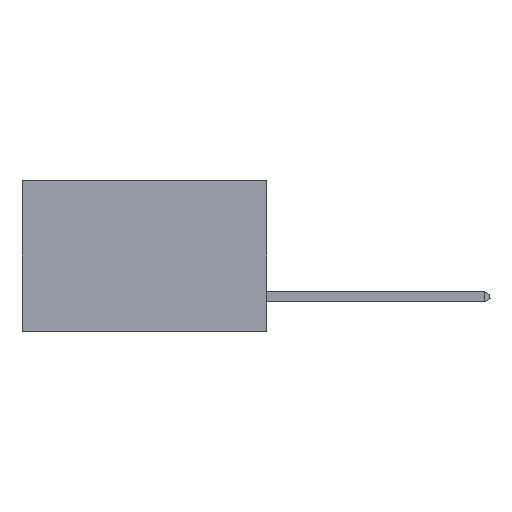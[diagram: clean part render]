
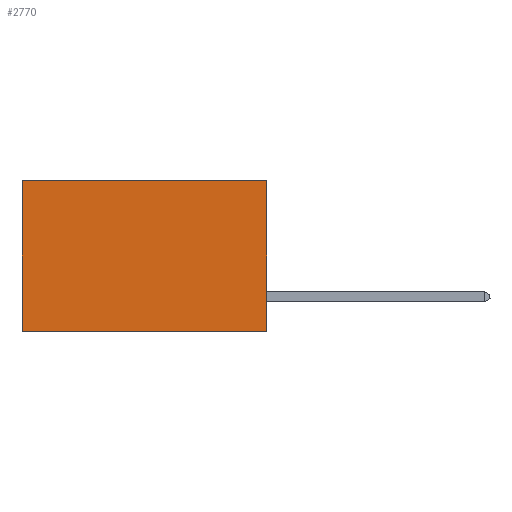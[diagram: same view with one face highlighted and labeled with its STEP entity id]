
A CAD part, left-side view. The second image highlights one B-rep face of the part: STEP entity #2770.
In plain terms, the highlighted planar face has unit normal (-1, 0, 0).
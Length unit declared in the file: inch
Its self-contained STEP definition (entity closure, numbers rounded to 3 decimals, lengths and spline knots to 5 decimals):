
#9 = EDGE_LOOP ( 'NONE', ( #6409, #8137, #8858, #4629 ) ) ;
#905 = EDGE_CURVE ( 'NONE', #2810, #4251, #7428, .T. ) ;
#992 = DIRECTION ( 'NONE',  ( 1., 0., 0. ) ) ;
#1175 = DIRECTION ( 'NONE',  ( 0., 1., 0. ) ) ;
#1713 = EDGE_CURVE ( 'NONE', #6438, #2810, #11826, .T. ) ;
#2422 = DIRECTION ( 'NONE',  ( 0., 1., 0. ) ) ;
#2588 = VECTOR ( 'NONE', #2422, 39.37008 ) ;
#2770 = ADVANCED_FACE ( 'NONE', ( #12965 ), #5025, .F. ) ;
#2810 = VERTEX_POINT ( 'NONE', #3062 ) ;
#2838 = CARTESIAN_POINT ( 'NONE',  ( 0.2875, 0.6, -0.37 ) ) ;
#3062 = CARTESIAN_POINT ( 'NONE',  ( 0.2875, 0.6, 0. ) ) ;
#3566 = EDGE_CURVE ( 'NONE', #10035, #4251, #9975, .T. ) ;
#3945 = DIRECTION ( 'NONE',  ( 0., 0., -1. ) ) ;
#4251 = VERTEX_POINT ( 'NONE', #2838 ) ;
#4568 = EDGE_CURVE ( 'NONE', #6438, #10035, #13261, .T. ) ;
#4629 = ORIENTED_EDGE ( 'NONE', *, *, #1713, .T. ) ;
#4731 = VECTOR ( 'NONE', #3945, 39.37008 ) ;
#5025 = PLANE ( 'NONE',  #6391 ) ;
#6391 = AXIS2_PLACEMENT_3D ( 'NONE', #11364, #992, #12301 ) ;
#6409 = ORIENTED_EDGE ( 'NONE', *, *, #905, .T. ) ;
#6438 = VERTEX_POINT ( 'NONE', #8188 ) ;
#7298 = CARTESIAN_POINT ( 'NONE',  ( 0.2875, 0., -0.37 ) ) ;
#7305 = CARTESIAN_POINT ( 'NONE',  ( 0.2875, 0., 0. ) ) ;
#7375 = CARTESIAN_POINT ( 'NONE',  ( 0.2875, 0., 0. ) ) ;
#7428 = LINE ( 'NONE', #8889, #4731 ) ;
#8137 = ORIENTED_EDGE ( 'NONE', *, *, #3566, .F. ) ;
#8188 = CARTESIAN_POINT ( 'NONE',  ( 0.2875, 0., 0. ) ) ;
#8540 = CARTESIAN_POINT ( 'NONE',  ( 0.2875, 0., -0.37 ) ) ;
#8789 = VECTOR ( 'NONE', #11683, 39.37008 ) ;
#8858 = ORIENTED_EDGE ( 'NONE', *, *, #4568, .F. ) ;
#8889 = CARTESIAN_POINT ( 'NONE',  ( 0.2875, 0.6, 0. ) ) ;
#9975 = LINE ( 'NONE', #8540, #2588 ) ;
#10035 = VERTEX_POINT ( 'NONE', #7298 ) ;
#10171 = VECTOR ( 'NONE', #1175, 39.37008 ) ;
#11364 = CARTESIAN_POINT ( 'NONE',  ( 0.2875, 0., 0. ) ) ;
#11683 = DIRECTION ( 'NONE',  ( 0., 0., -1. ) ) ;
#11826 = LINE ( 'NONE', #7305, #10171 ) ;
#12301 = DIRECTION ( 'NONE',  ( 0., 0., -1. ) ) ;
#12965 = FACE_OUTER_BOUND ( 'NONE', #9, .T. ) ;
#13261 = LINE ( 'NONE', #7375, #8789 ) ;
